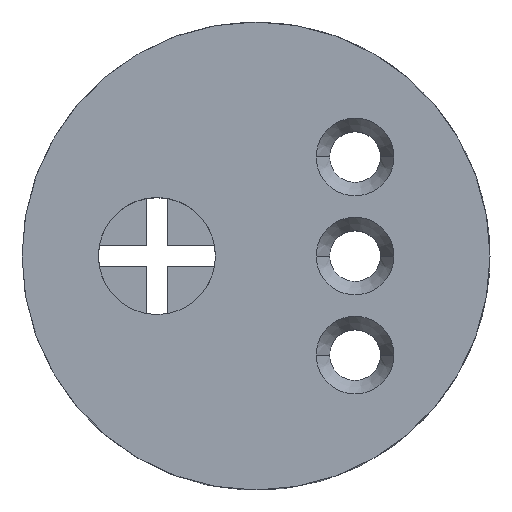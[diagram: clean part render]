
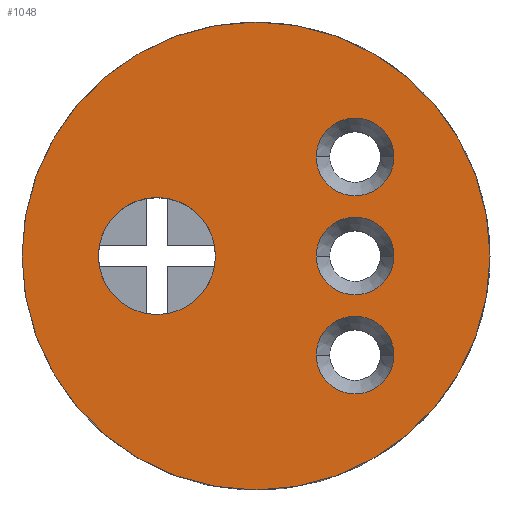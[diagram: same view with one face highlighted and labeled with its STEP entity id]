
A CAD part, top view. The second image highlights one B-rep face of the part: STEP entity #1048.
In plain terms, the highlighted planar face has unit normal (0, 0, 1).
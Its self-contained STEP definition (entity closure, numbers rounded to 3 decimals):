
#72=CARTESIAN_POINT('',(1.768,-1.27,2.3));
#73=VERTEX_POINT('',#72);
#89=CARTESIAN_POINT('',(0.772,-1.27,2.3));
#90=VERTEX_POINT('',#89);
#97=CARTESIAN_POINT('',(1.27,-1.27,2.3));
#98=DIRECTION('',(0.0,0.0,1.0));
#99=DIRECTION('',(1.0,0.0,0.0));
#100=AXIS2_PLACEMENT_3D('',#97,#98,#99);
#101=CIRCLE('',#100,0.498);
#102=EDGE_CURVE('',#90,#73,#101,.T.);
#152=CARTESIAN_POINT('',(1.768,0.,2.3));
#153=VERTEX_POINT('',#152);
#169=CARTESIAN_POINT('',(0.772,0.,2.3));
#170=VERTEX_POINT('',#169);
#177=CARTESIAN_POINT('',(1.27,0.,2.3));
#178=DIRECTION('',(0.0,0.0,1.0));
#179=DIRECTION('',(1.0,0.0,0.0));
#180=AXIS2_PLACEMENT_3D('',#177,#178,#179);
#181=CIRCLE('',#180,0.498);
#182=EDGE_CURVE('',#170,#153,#181,.T.);
#232=CARTESIAN_POINT('',(1.768,1.27,2.3));
#233=VERTEX_POINT('',#232);
#249=CARTESIAN_POINT('',(0.772,1.27,2.3));
#250=VERTEX_POINT('',#249);
#257=CARTESIAN_POINT('',(1.27,1.27,2.3));
#258=DIRECTION('',(0.0,0.0,1.0));
#259=DIRECTION('',(1.0,0.0,0.0));
#260=AXIS2_PLACEMENT_3D('',#257,#258,#259);
#261=CIRCLE('',#260,0.498);
#262=EDGE_CURVE('',#250,#233,#261,.T.);
#310=CARTESIAN_POINT('',(-0.52,0.,2.3));
#311=VERTEX_POINT('',#310);
#320=CARTESIAN_POINT('',(-2.02,0.,2.3));
#321=VERTEX_POINT('',#320);
#322=CARTESIAN_POINT('',(-1.27,0.,2.3));
#323=DIRECTION('',(0.0,0.0,-1.0));
#324=DIRECTION('',(1.0,0.0,0.0));
#325=AXIS2_PLACEMENT_3D('',#322,#323,#324);
#326=CIRCLE('',#325,0.75);
#327=EDGE_CURVE('',#321,#311,#326,.T.);
#426=CARTESIAN_POINT('',(3.0,0.,2.3));
#427=VERTEX_POINT('',#426);
#460=CARTESIAN_POINT('',(-3.,0.,2.3));
#461=VERTEX_POINT('',#460);
#468=CARTESIAN_POINT('',(0.0,0.,2.3));
#469=DIRECTION('',(0.0,0.0,1.0));
#470=DIRECTION('',(1.0,0.0,0.0));
#471=AXIS2_PLACEMENT_3D('',#468,#469,#470);
#472=CIRCLE('',#471,3.0);
#473=EDGE_CURVE('',#427,#461,#472,.T.);
#484=CARTESIAN_POINT('',(0.0,0.,2.3));
#485=DIRECTION('',(0.0,0.0,1.0));
#486=DIRECTION('',(1.0,0.0,0.0));
#487=AXIS2_PLACEMENT_3D('',#484,#485,#486);
#488=CIRCLE('',#487,3.0);
#489=EDGE_CURVE('',#461,#427,#488,.T.);
#533=CARTESIAN_POINT('',(-1.27,0.,2.3));
#534=DIRECTION('',(0.0,0.0,-1.0));
#535=DIRECTION('',(1.0,0.0,0.0));
#536=AXIS2_PLACEMENT_3D('',#533,#534,#535);
#537=CIRCLE('',#536,0.75);
#538=EDGE_CURVE('',#311,#321,#537,.T.);
#639=CARTESIAN_POINT('',(1.27,1.27,2.3));
#640=DIRECTION('',(0.0,0.0,1.0));
#641=DIRECTION('',(1.0,0.0,0.0));
#642=AXIS2_PLACEMENT_3D('',#639,#640,#641);
#643=CIRCLE('',#642,0.498);
#644=EDGE_CURVE('',#233,#250,#643,.T.);
#675=CARTESIAN_POINT('',(1.27,0.,2.3));
#676=DIRECTION('',(0.0,0.0,1.0));
#677=DIRECTION('',(1.0,0.0,0.0));
#678=AXIS2_PLACEMENT_3D('',#675,#676,#677);
#679=CIRCLE('',#678,0.498);
#680=EDGE_CURVE('',#153,#170,#679,.T.);
#711=CARTESIAN_POINT('',(1.27,-1.27,2.3));
#712=DIRECTION('',(0.0,0.0,1.0));
#713=DIRECTION('',(1.0,0.0,0.0));
#714=AXIS2_PLACEMENT_3D('',#711,#712,#713);
#715=CIRCLE('',#714,0.498);
#716=EDGE_CURVE('',#73,#90,#715,.T.);
#1023=CARTESIAN_POINT('',(-3.3,3.3,2.3));
#1024=DIRECTION('',(0.0,0.0,1.0));
#1025=DIRECTION('',(1.0,0.0,0.0));
#1026=AXIS2_PLACEMENT_3D('',#1023,#1024,#1025);
#1027=PLANE('',#1026);
#1028=ORIENTED_EDGE('',*,*,#489,.T.);
#1029=ORIENTED_EDGE('',*,*,#473,.T.);
#1030=EDGE_LOOP('',(#1028,#1029));
#1031=FACE_OUTER_BOUND('',#1030,.T.);
#1032=ORIENTED_EDGE('',*,*,#182,.F.);
#1033=ORIENTED_EDGE('',*,*,#680,.F.);
#1034=EDGE_LOOP('',(#1032,#1033));
#1035=FACE_BOUND('',#1034,.T.);
#1036=ORIENTED_EDGE('',*,*,#327,.T.);
#1037=ORIENTED_EDGE('',*,*,#538,.T.);
#1038=EDGE_LOOP('',(#1036,#1037));
#1039=FACE_BOUND('',#1038,.T.);
#1040=ORIENTED_EDGE('',*,*,#262,.F.);
#1041=ORIENTED_EDGE('',*,*,#644,.F.);
#1042=EDGE_LOOP('',(#1040,#1041));
#1043=FACE_BOUND('',#1042,.T.);
#1044=ORIENTED_EDGE('',*,*,#102,.F.);
#1045=ORIENTED_EDGE('',*,*,#716,.F.);
#1046=EDGE_LOOP('',(#1044,#1045));
#1047=FACE_BOUND('',#1046,.T.);
#1048=ADVANCED_FACE('',(#1031,#1035,#1039,#1043,#1047),#1027,.T.);
